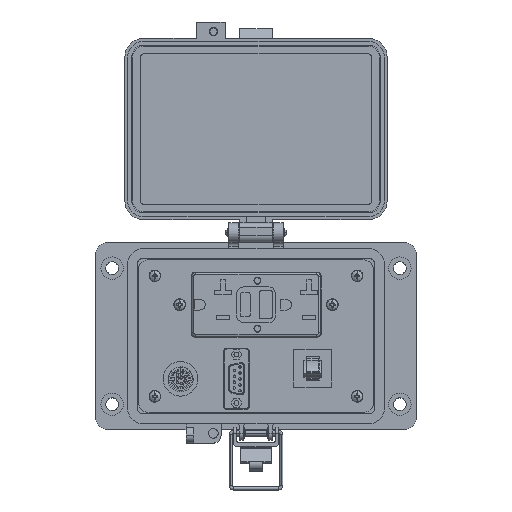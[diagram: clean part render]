
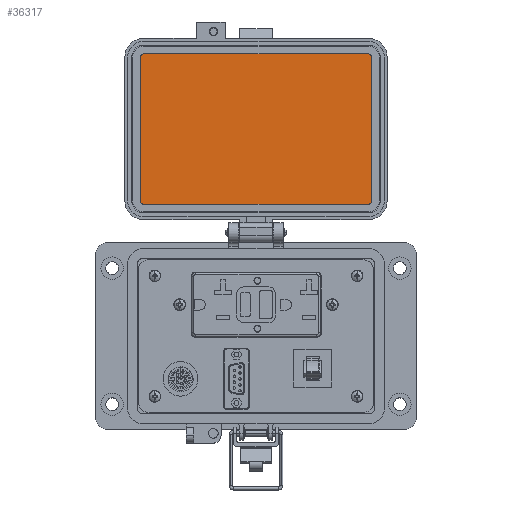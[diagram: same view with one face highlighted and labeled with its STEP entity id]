
A CAD part, top view. The second image highlights one B-rep face of the part: STEP entity #36317.
In plain terms, the highlighted planar face has unit normal (0, 0, 1).
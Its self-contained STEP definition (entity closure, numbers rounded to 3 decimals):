
#390 = CARTESIAN_POINT ( 'NONE',  ( 57.717, 145.119, 8.694 ) ) ;
#3210 = CARTESIAN_POINT ( 'NONE',  ( 57.717, 69.55, 8.694 ) ) ;
#3853 = VERTEX_POINT ( 'NONE', #25096 ) ;
#4608 = CARTESIAN_POINT ( 'NONE',  ( 57.717, 143.334, 8.694 ) ) ;
#4945 = ORIENTED_EDGE ( 'NONE', *, *, #45020, .F. ) ;
#5150 = ORIENTED_EDGE ( 'NONE', *, *, #16974, .F. ) ;
#5523 = DIRECTION ( 'NONE',  ( 0., -1., 0. ) ) ;
#7171 = DIRECTION ( 'NONE',  ( 1., 0., 0. ) ) ;
#10041 = DIRECTION ( 'NONE',  ( 0., -1., 0. ) ) ;
#10493 = CARTESIAN_POINT ( 'NONE',  ( 59.502, 69.55, 8.694 ) ) ;
#11491 = DIRECTION ( 'NONE',  ( 0., -1., 0. ) ) ;
#12081 = VERTEX_POINT ( 'NONE', #72168 ) ;
#13968 = AXIS2_PLACEMENT_3D ( 'NONE', #33766, #81297, #40573 ) ;
#14099 = PLANE ( 'NONE',  #82035 ) ;
#14268 = VECTOR ( 'NONE', #60006, 1000. ) ;
#14828 = ORIENTED_EDGE ( 'NONE', *, *, #25375, .F. ) ;
#16024 = DIRECTION ( 'NONE',  ( 0., 1., 0. ) ) ;
#16531 = ORIENTED_EDGE ( 'NONE', *, *, #19188, .F. ) ;
#16764 = VERTEX_POINT ( 'NONE', #78446 ) ;
#16974 = EDGE_CURVE ( 'NONE', #16764, #12081, #50451, .T. ) ;
#17807 = CIRCLE ( 'NONE', #13968, 1.785 ) ;
#18849 = FACE_OUTER_BOUND ( 'NONE', #69689, .T. ) ;
#19080 = CARTESIAN_POINT ( 'NONE',  ( -57.72, 145.119, 8.694 ) ) ;
#19188 = EDGE_CURVE ( 'NONE', #42644, #22612, #39478, .T. ) ;
#20938 = CARTESIAN_POINT ( 'NONE',  ( 59.502, 69.55, 8.694 ) ) ;
#20970 = CARTESIAN_POINT ( 'NONE',  ( -30.745, 145.119, 8.694 ) ) ;
#22612 = VERTEX_POINT ( 'NONE', #19080 ) ;
#25096 = CARTESIAN_POINT ( 'NONE',  ( -59.505, 69.55, 8.694 ) ) ;
#25375 = EDGE_CURVE ( 'NONE', #73784, #52602, #72019, .T. ) ;
#25945 = CIRCLE ( 'NONE', #54799, 1.785 ) ;
#26166 = CARTESIAN_POINT ( 'NONE',  ( -57.72, 67.765, 8.694 ) ) ;
#26923 = EDGE_CURVE ( 'NONE', #12081, #3853, #17807, .T. ) ;
#33766 = CARTESIAN_POINT ( 'NONE',  ( -57.72, 69.55, 8.694 ) ) ;
#34643 = DIRECTION ( 'NONE',  ( 0., 0., 1. ) ) ;
#36317 = ADVANCED_FACE ( 'NONE', ( #18849 ), #14099, .T. ) ;
#39478 = CIRCLE ( 'NONE', #54445, 1.785 ) ;
#40573 = DIRECTION ( 'NONE',  ( 0., -1., 0. ) ) ;
#42644 = VERTEX_POINT ( 'NONE', #55714 ) ;
#45020 = EDGE_CURVE ( 'NONE', #71830, #73784, #68283, .T. ) ;
#46333 = DIRECTION ( 'NONE',  ( 0., 0., -1. ) ) ;
#47398 = LINE ( 'NONE', #56736, #83534 ) ;
#49138 = EDGE_CURVE ( 'NONE', #3853, #42644, #47398, .T. ) ;
#50451 = LINE ( 'NONE', #26166, #14268 ) ;
#50824 = DIRECTION ( 'NONE',  ( 0., 0., -1. ) ) ;
#52219 = DIRECTION ( 'NONE',  ( 0., 0., -1. ) ) ;
#52602 = VERTEX_POINT ( 'NONE', #10493 ) ;
#52956 = ORIENTED_EDGE ( 'NONE', *, *, #49138, .F. ) ;
#54445 = AXIS2_PLACEMENT_3D ( 'NONE', #87034, #46333, #5523 ) ;
#54700 = AXIS2_PLACEMENT_3D ( 'NONE', #4608, #52219, #11491 ) ;
#54799 = AXIS2_PLACEMENT_3D ( 'NONE', #3210, #50824, #10041 ) ;
#55714 = CARTESIAN_POINT ( 'NONE',  ( -59.505, 143.334, 8.694 ) ) ;
#56054 = EDGE_CURVE ( 'NONE', #52602, #16764, #25945, .T. ) ;
#56736 = CARTESIAN_POINT ( 'NONE',  ( -59.505, 143.334, 8.694 ) ) ;
#60006 = DIRECTION ( 'NONE',  ( -1., 0., 0. ) ) ;
#61611 = DIRECTION ( 'NONE',  ( 0., -1., 0. ) ) ;
#68283 = CIRCLE ( 'NONE', #54700, 1.785 ) ;
#68994 = CARTESIAN_POINT ( 'NONE',  ( 59.502, 143.334, 8.694 ) ) ;
#69689 = EDGE_LOOP ( 'NONE', ( #16531, #52956, #82090, #5150, #73929, #14828, #4945, #73102 ) ) ;
#71830 = VERTEX_POINT ( 'NONE', #84110 ) ;
#72019 = LINE ( 'NONE', #20938, #74168 ) ;
#72168 = CARTESIAN_POINT ( 'NONE',  ( -57.72, 67.765, 8.694 ) ) ;
#73102 = ORIENTED_EDGE ( 'NONE', *, *, #73739, .F. ) ;
#73739 = EDGE_CURVE ( 'NONE', #22612, #71830, #83629, .T. ) ;
#73784 = VERTEX_POINT ( 'NONE', #68994 ) ;
#73929 = ORIENTED_EDGE ( 'NONE', *, *, #56054, .F. ) ;
#74168 = VECTOR ( 'NONE', #61611, 1000. ) ;
#78446 = CARTESIAN_POINT ( 'NONE',  ( 57.717, 67.765, 8.694 ) ) ;
#81297 = DIRECTION ( 'NONE',  ( 0., 0., -1. ) ) ;
#81528 = VECTOR ( 'NONE', #7171, 1000. ) ;
#82035 = AXIS2_PLACEMENT_3D ( 'NONE', #20970, #34643, #82165 ) ;
#82090 = ORIENTED_EDGE ( 'NONE', *, *, #26923, .F. ) ;
#82165 = DIRECTION ( 'NONE',  ( 0., -1., 0. ) ) ;
#83534 = VECTOR ( 'NONE', #16024, 1000. ) ;
#83629 = LINE ( 'NONE', #390, #81528 ) ;
#84110 = CARTESIAN_POINT ( 'NONE',  ( 57.717, 145.119, 8.694 ) ) ;
#87034 = CARTESIAN_POINT ( 'NONE',  ( -57.72, 143.334, 8.694 ) ) ;
